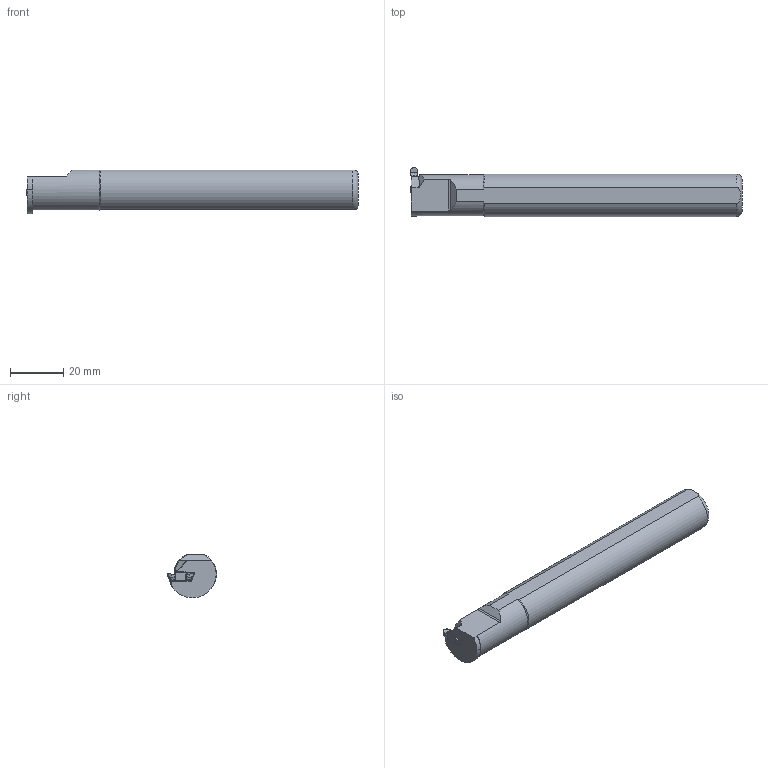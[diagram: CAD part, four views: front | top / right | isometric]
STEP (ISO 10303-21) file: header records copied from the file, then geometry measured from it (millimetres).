
FILE_DESCRIPTION(/* description */ (''),/* implementation_level */ '2;1');
FILE_NAME(/* name */ 'model1_1.stp',/* time_stamp */ '2023-10-11T23:20:32+03:00',/* author */ (''),/* organization */ (''),/* preprocessor_version */ 'ST-DEVELOPER v19.4',/* originating_system */ 'SIEMENS PLM Software NX2306.3001',/* authorisation */ '');
FILE_SCHEMA (('AUTOMOTIVE_DESIGN { 1 0 10303 214 3 1 1 1 }'));
Length unit declared in the file: millimetre
Products named in the file (1): model1_objects
Bounding box: 125 x 18.5 x 16.38 mm (x, y, z)
Volume: 23840.8 mm3; surface area: 6696.4 mm2
Topology: 2 solids, 2 shells, 73 faces, 208 edges, 139 vertices
Faces by surface type: plane 39, bspline 16, cylinder 12, extrusion 4, cone 1, torus 1
Entity records: 3811 total; most frequent: CARTESIAN_POINT 1607, ORIENTED_EDGE 404, DIRECTION 252, EDGE_CURVE 202, VERTEX_POINT 137, VECTOR 100, LINE 96, B_SPLINE_CURVE_WITH_KNOTS 84
